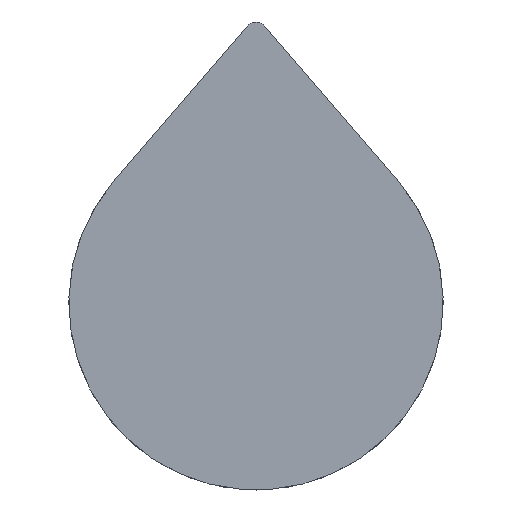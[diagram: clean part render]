
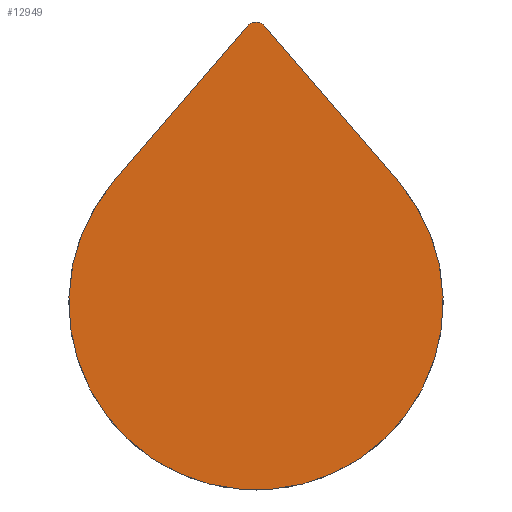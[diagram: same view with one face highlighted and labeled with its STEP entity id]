
A CAD part, front view. The second image highlights one B-rep face of the part: STEP entity #12949.
In plain terms, the highlighted planar face has unit normal (0, -1, 0).
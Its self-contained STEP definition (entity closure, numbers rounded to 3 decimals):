
#410 = VERTEX_POINT ( 'NONE', #12103 ) ;
#562 = DIRECTION ( 'NONE',  ( 0.652, 0., -0.758 ) ) ;
#635 = CARTESIAN_POINT ( 'NONE',  ( 0., -24., 0. ) ) ;
#974 = AXIS2_PLACEMENT_3D ( 'NONE', #6784, #5711, #2738 ) ;
#1660 = PLANE ( 'NONE',  #974 ) ;
#2411 = FACE_OUTER_BOUND ( 'NONE', #3647, .T. ) ;
#2656 = EDGE_CURVE ( 'NONE', #3509, #9915, #2783, .T. ) ;
#2738 = DIRECTION ( 'NONE',  ( 0., 0., 1. ) ) ;
#2783 = LINE ( 'NONE', #9935, #9500 ) ;
#3088 = CARTESIAN_POINT ( 'NONE',  ( -0.379, -24., 11.826 ) ) ;
#3509 = VERTEX_POINT ( 'NONE', #9351 ) ;
#3647 = EDGE_LOOP ( 'NONE', ( #9135, #7054, #8746, #8259 ) ) ;
#3769 = CARTESIAN_POINT ( 'NONE',  ( 0., -24., 11.5 ) ) ;
#5711 = DIRECTION ( 'NONE',  ( 0., 1., 0. ) ) ;
#5761 = EDGE_CURVE ( 'NONE', #12622, #410, #7381, .T. ) ;
#5806 = AXIS2_PLACEMENT_3D ( 'NONE', #635, #11775, #8889 ) ;
#6784 = CARTESIAN_POINT ( 'NONE',  ( 0., -24., 0. ) ) ;
#6911 = DIRECTION ( 'NONE',  ( 0., 0., 1. ) ) ;
#7054 = ORIENTED_EDGE ( 'NONE', *, *, #5761, .F. ) ;
#7381 = LINE ( 'NONE', #12753, #9137 ) ;
#7746 = EDGE_CURVE ( 'NONE', #410, #3509, #9608, .T. ) ;
#8259 = ORIENTED_EDGE ( 'NONE', *, *, #2656, .F. ) ;
#8744 = EDGE_CURVE ( 'NONE', #9915, #12622, #11200, .T. ) ;
#8746 = ORIENTED_EDGE ( 'NONE', *, *, #8744, .F. ) ;
#8889 = DIRECTION ( 'NONE',  ( 0., 0., 1. ) ) ;
#9135 = ORIENTED_EDGE ( 'NONE', *, *, #7746, .F. ) ;
#9137 = VECTOR ( 'NONE', #562, 1000. ) ;
#9351 = CARTESIAN_POINT ( 'NONE',  ( -6.065, -24., 5.217 ) ) ;
#9500 = VECTOR ( 'NONE', #10643, 1000. ) ;
#9608 = CIRCLE ( 'NONE', #5806, 8. ) ;
#9915 = VERTEX_POINT ( 'NONE', #3088 ) ;
#9935 = CARTESIAN_POINT ( 'NONE',  ( -6.065, -24., 5.217 ) ) ;
#10360 = AXIS2_PLACEMENT_3D ( 'NONE', #3769, #12091, #6911 ) ;
#10643 = DIRECTION ( 'NONE',  ( 0.652, 0., 0.758 ) ) ;
#11200 = CIRCLE ( 'NONE', #10360, 0.5 ) ;
#11775 = DIRECTION ( 'NONE',  ( 0., 1., 0. ) ) ;
#12091 = DIRECTION ( 'NONE',  ( 0., 1., 0. ) ) ;
#12103 = CARTESIAN_POINT ( 'NONE',  ( 6.065, -24., 5.217 ) ) ;
#12622 = VERTEX_POINT ( 'NONE', #12942 ) ;
#12753 = CARTESIAN_POINT ( 'NONE',  ( 0.379, -24., 11.826 ) ) ;
#12942 = CARTESIAN_POINT ( 'NONE',  ( 0.379, -24., 11.826 ) ) ;
#12949 = ADVANCED_FACE ( 'NONE', ( #2411 ), #1660, .F. ) ;
